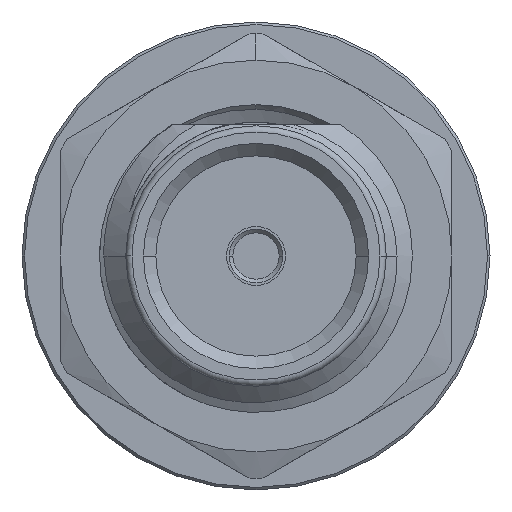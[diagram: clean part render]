
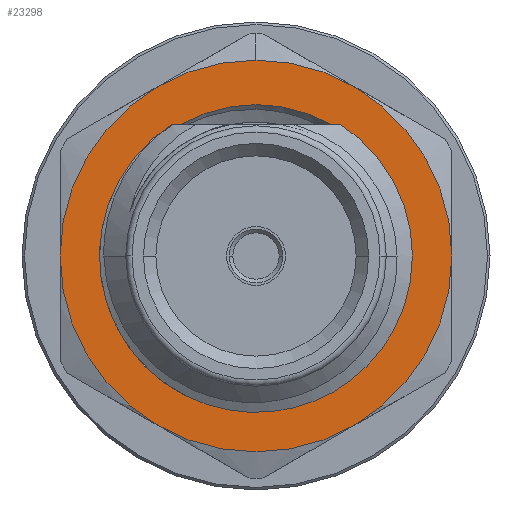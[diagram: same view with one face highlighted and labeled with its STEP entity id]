
A CAD part, left-side view. The second image highlights one B-rep face of the part: STEP entity #23298.
In plain terms, the highlighted planar face has unit normal (-1, 0, 0).
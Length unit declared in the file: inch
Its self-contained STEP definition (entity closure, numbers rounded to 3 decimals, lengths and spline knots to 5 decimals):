
#280 = EDGE_CURVE ( 'NONE', #5516, #5750, #23598, .T. ) ;
#328 = CARTESIAN_POINT ( 'NONE',  ( 0.188, 0.12275, 0.00355 ) ) ;
#459 = CARTESIAN_POINT ( 'NONE',  ( 0.188, 0.12295, -0.01723 ) ) ;
#661 = CIRCLE ( 'NONE', #8046, 0.125 ) ;
#1268 = CARTESIAN_POINT ( 'NONE',  ( 0.188, 0., 0. ) ) ;
#1387 = CARTESIAN_POINT ( 'NONE',  ( 0.188, 0., 0.12102 ) ) ;
#2096 = CARTESIAN_POINT ( 'NONE',  ( 0.188, 0.07825, 0.13553 ) ) ;
#2779 = CARTESIAN_POINT ( 'NONE',  ( 0.188, -0.00644, -0.12085 ) ) ;
#2932 = DIRECTION ( 'NONE',  ( 0., 0., 1. ) ) ;
#3359 = CARTESIAN_POINT ( 'NONE',  ( 0.188, -0.07825, -0.13553 ) ) ;
#3431 = DIRECTION ( 'NONE',  ( 1., 0., 0. ) ) ;
#3916 = CIRCLE ( 'NONE', #13363, 0.1565 ) ;
#4333 = EDGE_CURVE ( 'NONE', #5750, #4363, #18012, .T. ) ;
#4363 = VERTEX_POINT ( 'NONE', #22156 ) ;
#4527 = CARTESIAN_POINT ( 'NONE',  ( 0.188, 0.12135, 0.01377 ) ) ;
#4563 = CARTESIAN_POINT ( 'NONE',  ( 0.188, 0., 0. ) ) ;
#4614 = EDGE_CURVE ( 'NONE', #18421, #9132, #3916, .T. ) ;
#4779 = DIRECTION ( 'NONE',  ( -1., 0., 0. ) ) ;
#4798 = CIRCLE ( 'NONE', #12625, 0.1565 ) ;
#4933 = EDGE_CURVE ( 'NONE', #24279, #5516, #21529, .T. ) ;
#4956 = DIRECTION ( 'NONE',  ( -1., 0., 0. ) ) ;
#5086 = CARTESIAN_POINT ( 'NONE',  ( 0.188, 0., 0. ) ) ;
#5211 = DIRECTION ( 'NONE',  ( 0., 0., 1. ) ) ;
#5516 = VERTEX_POINT ( 'NONE', #1387 ) ;
#5750 = VERTEX_POINT ( 'NONE', #2779 ) ;
#6134 = CARTESIAN_POINT ( 'NONE',  ( 0.188, 0.00429, -0.12169 ) ) ;
#6279 = CARTESIAN_POINT ( 'NONE',  ( 0.188, 0., 0. ) ) ;
#6388 = CARTESIAN_POINT ( 'NONE',  ( 0.188, 0.03668, -0.11855 ) ) ;
#6783 = AXIS2_PLACEMENT_3D ( 'NONE', #7291, #3431, #24691 ) ;
#7043 = VERTEX_POINT ( 'NONE', #22890 ) ;
#7055 = EDGE_LOOP ( 'NONE', ( #11605, #13329, #13155, #9373, #12948 ) ) ;
#7144 = CARTESIAN_POINT ( 'NONE',  ( 0.188, 0., 0. ) ) ;
#7291 = CARTESIAN_POINT ( 'NONE',  ( 0.188, 0., 0. ) ) ;
#7732 = AXIS2_PLACEMENT_3D ( 'NONE', #5086, #12933, #5211 ) ;
#8046 = AXIS2_PLACEMENT_3D ( 'NONE', #14307, #4779, #22114 ) ;
#8457 = DIRECTION ( 'NONE',  ( 0., 0., 1. ) ) ;
#8600 = CARTESIAN_POINT ( 'NONE',  ( 0.188, 0.02058, -0.12099 ) ) ;
#9132 = VERTEX_POINT ( 'NONE', #21581 ) ;
#9373 = ORIENTED_EDGE ( 'NONE', *, *, #280, .T. ) ;
#10388 = CARTESIAN_POINT ( 'NONE',  ( 0.188, 0.04704, -0.11557 ) ) ;
#10524 = ORIENTED_EDGE ( 'NONE', *, *, #4614, .T. ) ;
#10797 = ORIENTED_EDGE ( 'NONE', *, *, #24699, .T. ) ;
#11262 = DIRECTION ( 'NONE',  ( 0., 0., 1. ) ) ;
#11605 = ORIENTED_EDGE ( 'NONE', *, *, #16615, .F. ) ;
#11635 = AXIS2_PLACEMENT_3D ( 'NONE', #13192, #17286, #11262 ) ;
#11649 = EDGE_CURVE ( 'NONE', #7043, #24279, #12444, .T. ) ;
#12282 = DIRECTION ( 'NONE',  ( -1., 0., 0. ) ) ;
#12371 = CARTESIAN_POINT ( 'NONE',  ( 0.188, 0.12174, -0.02744 ) ) ;
#12444 = B_SPLINE_CURVE_WITH_KNOTS ( 'NONE', 3,
 ( #24681, #12371, #459, #328, #4527, #12493 ),
 .UNSPECIFIED., .F., .F.,
 ( 4, 2, 4 ),
 ( 0., 0.5, 1. ),
 .UNSPECIFIED. ) ;
#12493 = CARTESIAN_POINT ( 'NONE',  ( 0.188, 0.11865, 0.02381 ) ) ;
#12625 = AXIS2_PLACEMENT_3D ( 'NONE', #4563, #12282, #8457 ) ;
#12767 = VERTEX_POINT ( 'NONE', #13951 ) ;
#12810 = CARTESIAN_POINT ( 'NONE',  ( 0.188, 0., 0. ) ) ;
#12819 = CARTESIAN_POINT ( 'NONE',  ( 0.188, 0.11865, 0.02381 ) ) ;
#12933 = DIRECTION ( 'NONE',  ( -1., 0., 0. ) ) ;
#12939 = FACE_OUTER_BOUND ( 'NONE', #19862, .T. ) ;
#12948 = ORIENTED_EDGE ( 'NONE', *, *, #4333, .T. ) ;
#12961 = AXIS2_PLACEMENT_3D ( 'NONE', #25158, #18946, #22771 ) ;
#13155 = ORIENTED_EDGE ( 'NONE', *, *, #4933, .T. ) ;
#13192 = CARTESIAN_POINT ( 'NONE',  ( 0.188, 0., 0. ) ) ;
#13254 = VERTEX_POINT ( 'NONE', #25138 ) ;
#13329 = ORIENTED_EDGE ( 'NONE', *, *, #11649, .T. ) ;
#13363 = AXIS2_PLACEMENT_3D ( 'NONE', #1268, #4956, #20741 ) ;
#13786 = ORIENTED_EDGE ( 'NONE', *, *, #18665, .T. ) ;
#13912 = VERTEX_POINT ( 'NONE', #22270 ) ;
#13951 = CARTESIAN_POINT ( 'NONE',  ( 0.188, 0.1565, 0. ) ) ;
#14125 = DIRECTION ( 'NONE',  ( -1., 0., 0. ) ) ;
#14307 = CARTESIAN_POINT ( 'NONE',  ( 0.188, 0., 0. ) ) ;
#14733 = CARTESIAN_POINT ( 'NONE',  ( 0.188, 0., 0. ) ) ;
#14787 = ORIENTED_EDGE ( 'NONE', *, *, #17963, .T. ) ;
#15109 = FACE_BOUND ( 'NONE', #7055, .T. ) ;
#15718 = CIRCLE ( 'NONE', #16939, 0.1565 ) ;
#15826 = CIRCLE ( 'NONE', #12961, 0.1565 ) ;
#15902 = CARTESIAN_POINT ( 'NONE',  ( 0.188, -0.00644, -0.12085 ) ) ;
#16153 = VERTEX_POINT ( 'NONE', #2096 ) ;
#16615 = EDGE_CURVE ( 'NONE', #7043, #4363, #661, .T. ) ;
#16939 = AXIS2_PLACEMENT_3D ( 'NONE', #6279, #14125, #23338 ) ;
#17191 = ORIENTED_EDGE ( 'NONE', *, *, #21134, .T. ) ;
#17286 = DIRECTION ( 'NONE',  ( -1., 0., 0. ) ) ;
#17963 = EDGE_CURVE ( 'NONE', #13912, #19681, #15826, .T. ) ;
#17996 = EDGE_CURVE ( 'NONE', #13254, #18421, #22753, .T. ) ;
#18012 = B_SPLINE_CURVE_WITH_KNOTS ( 'NONE', 3,
 ( #15902, #21783, #6134, #18075, #8600, #6388, #10388, #20113 ),
 .UNSPECIFIED., .F., .F.,
 ( 4, 2, 2, 4 ),
 ( 0., 0.25, 0.5, 1. ),
 .UNSPECIFIED. ) ;
#18075 = CARTESIAN_POINT ( 'NONE',  ( 0.188, 0.01508, -0.12147 ) ) ;
#18183 = AXIS2_PLACEMENT_3D ( 'NONE', #14733, #22408, #22529 ) ;
#18421 = VERTEX_POINT ( 'NONE', #21434 ) ;
#18665 = EDGE_CURVE ( 'NONE', #12767, #13912, #20813, .T. ) ;
#18946 = DIRECTION ( 'NONE',  ( -1., 0., 0. ) ) ;
#19067 = DIRECTION ( 'NONE',  ( 0., 0., 1. ) ) ;
#19325 = DIRECTION ( 'NONE',  ( -1., 0., 0. ) ) ;
#19409 = CIRCLE ( 'NONE', #18183, 0.1565 ) ;
#19681 = VERTEX_POINT ( 'NONE', #3359 ) ;
#19862 = EDGE_LOOP ( 'NONE', ( #10524, #10797, #23584, #13786, #14787, #17191, #22945 ) ) ;
#20113 = CARTESIAN_POINT ( 'NONE',  ( 0.188, 0.05701, -0.11124 ) ) ;
#20333 = AXIS2_PLACEMENT_3D ( 'NONE', #12810, #24444, #2932 ) ;
#20741 = DIRECTION ( 'NONE',  ( 0., 0., 1. ) ) ;
#20813 = CIRCLE ( 'NONE', #7732, 0.1565 ) ;
#21134 = EDGE_CURVE ( 'NONE', #19681, #13254, #15718, .T. ) ;
#21434 = CARTESIAN_POINT ( 'NONE',  ( 0.188, -0.07825, 0.13553 ) ) ;
#21529 = CIRCLE ( 'NONE', #6783, 0.12102 ) ;
#21581 = CARTESIAN_POINT ( 'NONE',  ( 0.188, 0., 0.1565 ) ) ;
#21783 = CARTESIAN_POINT ( 'NONE',  ( 0.188, -0.00109, -0.12145 ) ) ;
#22114 = DIRECTION ( 'NONE',  ( 0., 0., 1. ) ) ;
#22156 = CARTESIAN_POINT ( 'NONE',  ( 0.188, 0.05701, -0.11124 ) ) ;
#22270 = CARTESIAN_POINT ( 'NONE',  ( 0.188, 0.07825, -0.13553 ) ) ;
#22408 = DIRECTION ( 'NONE',  ( -1., 0., 0. ) ) ;
#22529 = DIRECTION ( 'NONE',  ( 0., 0., 1. ) ) ;
#22753 = CIRCLE ( 'NONE', #24778, 0.1565 ) ;
#22771 = DIRECTION ( 'NONE',  ( 0., 0., 1. ) ) ;
#22890 = CARTESIAN_POINT ( 'NONE',  ( 0.188, 0.11924, -0.0375 ) ) ;
#22945 = ORIENTED_EDGE ( 'NONE', *, *, #17996, .T. ) ;
#23036 = PLANE ( 'NONE',  #11635 ) ;
#23115 = EDGE_CURVE ( 'NONE', #16153, #12767, #19409, .T. ) ;
#23298 = ADVANCED_FACE ( 'NONE', ( #15109, #12939 ), #23036, .T. ) ;
#23338 = DIRECTION ( 'NONE',  ( 0., 0., 1. ) ) ;
#23584 = ORIENTED_EDGE ( 'NONE', *, *, #23115, .T. ) ;
#23598 = CIRCLE ( 'NONE', #20333, 0.12102 ) ;
#24279 = VERTEX_POINT ( 'NONE', #12819 ) ;
#24444 = DIRECTION ( 'NONE',  ( 1., 0., 0. ) ) ;
#24681 = CARTESIAN_POINT ( 'NONE',  ( 0.188, 0.11924, -0.0375 ) ) ;
#24691 = DIRECTION ( 'NONE',  ( 0., 0., 1. ) ) ;
#24699 = EDGE_CURVE ( 'NONE', #9132, #16153, #4798, .T. ) ;
#24778 = AXIS2_PLACEMENT_3D ( 'NONE', #7144, #19325, #19067 ) ;
#25138 = CARTESIAN_POINT ( 'NONE',  ( 0.188, -0.1565, 0. ) ) ;
#25158 = CARTESIAN_POINT ( 'NONE',  ( 0.188, 0., 0. ) ) ;
